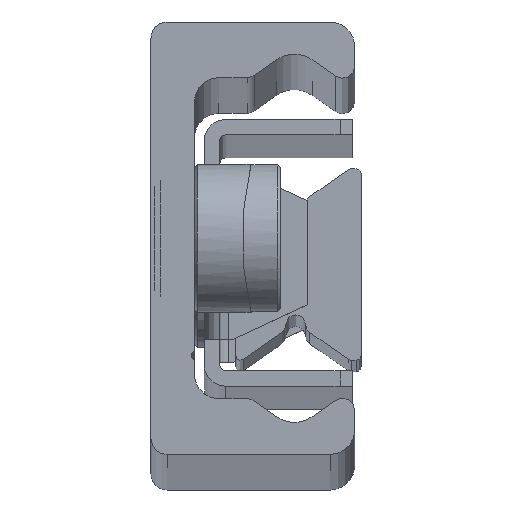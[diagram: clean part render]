
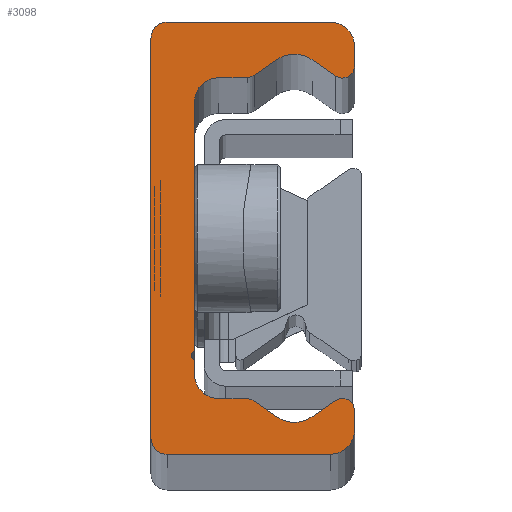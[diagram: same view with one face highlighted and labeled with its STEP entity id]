
A CAD part, top view. The second image highlights one B-rep face of the part: STEP entity #3098.
In plain terms, the highlighted planar face has unit normal (0, 0, 1).
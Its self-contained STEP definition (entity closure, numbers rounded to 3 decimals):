
#2100=CARTESIAN_POINT('',(0.0,16.2,1650.0));
#2101=VERTEX_POINT('',#2100);
#2102=CARTESIAN_POINT('',(1.3,17.5,1650.0));
#2103=VERTEX_POINT('',#2102);
#2104=CARTESIAN_POINT('',(1.3,16.2,1650.0));
#2105=DIRECTION('',(0.0,0.0,-1.0));
#2106=DIRECTION('',(0.0,-1.0,0.0));
#2107=AXIS2_PLACEMENT_3D('',#2104,#2105,#2106);
#2108=CIRCLE('',#2107,1.3);
#2109=EDGE_CURVE('',#2101,#2103,#2108,.T.);
#2142=CARTESIAN_POINT('',(14.5,17.5,1650.0));
#2143=VERTEX_POINT('',#2142);
#2144=CARTESIAN_POINT('',(1.3,17.5,1650.0));
#2145=DIRECTION('',(1.0,0.0,0.0));
#2146=VECTOR('',#2145,13.2);
#2147=LINE('',#2144,#2146);
#2148=EDGE_CURVE('',#2103,#2143,#2147,.T.);
#2173=CARTESIAN_POINT('',(16.5,15.5,1650.0));
#2174=VERTEX_POINT('',#2173);
#2175=CARTESIAN_POINT('',(14.5,15.5,1650.0));
#2176=DIRECTION('',(0.0,0.0,-1.0));
#2177=DIRECTION('',(-1.0,0.0,0.0));
#2178=AXIS2_PLACEMENT_3D('',#2175,#2176,#2177);
#2179=CIRCLE('',#2178,2.);
#2180=EDGE_CURVE('',#2143,#2174,#2179,.T.);
#2206=CARTESIAN_POINT('',(16.5,13.946,1650.0));
#2207=VERTEX_POINT('',#2206);
#2208=CARTESIAN_POINT('',(16.5,15.5,1650.0));
#2209=DIRECTION('',(0.0,-1.0,0.0));
#2210=VECTOR('',#2209,1.554);
#2211=LINE('',#2208,#2210);
#2212=EDGE_CURVE('',#2174,#2207,#2211,.T.);
#2237=CARTESIAN_POINT('',(14.926,13.127,1650.0));
#2238=VERTEX_POINT('',#2237);
#2239=CARTESIAN_POINT('',(15.5,13.946,1650.0));
#2240=DIRECTION('',(0.0,0.0,-1.0));
#2241=DIRECTION('',(0.574,0.819,0.0));
#2242=AXIS2_PLACEMENT_3D('',#2239,#2240,#2241);
#2243=CIRCLE('',#2242,1.0);
#2244=EDGE_CURVE('',#2207,#2238,#2243,.T.);
#2270=CARTESIAN_POINT('',(13.034,14.452,1650.0));
#2271=VERTEX_POINT('',#2270);
#2272=CARTESIAN_POINT('',(14.926,13.127,1650.0));
#2273=DIRECTION('',(-0.819,0.574,0.0));
#2274=VECTOR('',#2273,2.31);
#2275=LINE('',#2272,#2274);
#2276=EDGE_CURVE('',#2238,#2271,#2275,.T.);
#2301=CARTESIAN_POINT('',(10.166,14.452,1650.0));
#2302=VERTEX_POINT('',#2301);
#2303=CARTESIAN_POINT('',(11.6,12.404,1650.0));
#2304=DIRECTION('',(0.0,0.0,1.0));
#2305=DIRECTION('',(0.574,0.819,0.0));
#2306=AXIS2_PLACEMENT_3D('',#2303,#2304,#2305);
#2307=CIRCLE('',#2306,2.5);
#2308=EDGE_CURVE('',#2271,#2302,#2307,.T.);
#2334=CARTESIAN_POINT('',(8.351,13.181,1650.0));
#2335=VERTEX_POINT('',#2334);
#2336=CARTESIAN_POINT('',(10.166,14.452,1650.0));
#2337=DIRECTION('',(-0.819,-0.574,0.0));
#2338=VECTOR('',#2337,2.216);
#2339=LINE('',#2336,#2338);
#2340=EDGE_CURVE('',#2302,#2335,#2339,.T.);
#2365=CARTESIAN_POINT('',(7.777,13.,1650.0));
#2366=VERTEX_POINT('',#2365);
#2367=CARTESIAN_POINT('',(7.777,14.,1650.0));
#2368=DIRECTION('',(0.0,0.0,-1.0));
#2369=DIRECTION('',(0.0,1.0,0.0));
#2370=AXIS2_PLACEMENT_3D('',#2367,#2368,#2369);
#2371=CIRCLE('',#2370,1.);
#2372=EDGE_CURVE('',#2335,#2366,#2371,.T.);
#2398=CARTESIAN_POINT('',(5.5,13.,1650.0));
#2399=VERTEX_POINT('',#2398);
#2400=CARTESIAN_POINT('',(7.777,13.,1650.0));
#2401=DIRECTION('',(-1.0,0.0,0.0));
#2402=VECTOR('',#2401,2.277);
#2403=LINE('',#2400,#2402);
#2404=EDGE_CURVE('',#2366,#2399,#2403,.T.);
#2429=CARTESIAN_POINT('',(3.5,11.,1650.0));
#2430=VERTEX_POINT('',#2429);
#2431=CARTESIAN_POINT('',(5.5,11.,1650.0));
#2432=DIRECTION('',(0.0,0.0,1.0));
#2433=DIRECTION('',(0.0,1.0,0.0));
#2434=AXIS2_PLACEMENT_3D('',#2431,#2432,#2433);
#2435=CIRCLE('',#2434,2.0);
#2436=EDGE_CURVE('',#2399,#2430,#2435,.T.);
#2462=CARTESIAN_POINT('',(3.5,-9.067,1650.0));
#2463=VERTEX_POINT('',#2462);
#2464=CARTESIAN_POINT('',(3.5,11.,1650.0));
#2465=DIRECTION('',(0.0,-1.0,0.0));
#2466=VECTOR('',#2465,20.067);
#2467=LINE('',#2464,#2466);
#2468=EDGE_CURVE('',#2430,#2463,#2467,.T.);
#2562=CARTESIAN_POINT('',(3.5,-9.933,1650.0));
#2563=VERTEX_POINT('',#2562);
#2564=CARTESIAN_POINT('',(3.75,-9.5,1650.0));
#2565=DIRECTION('',(0.0,0.0,1.0));
#2566=DIRECTION('',(-0.5,0.866,0.0));
#2567=AXIS2_PLACEMENT_3D('',#2564,#2565,#2566);
#2568=CIRCLE('',#2567,0.5);
#2569=EDGE_CURVE('',#2463,#2563,#2568,.T.);
#2595=CARTESIAN_POINT('',(3.5,-11.,1650.0));
#2596=VERTEX_POINT('',#2595);
#2597=CARTESIAN_POINT('',(3.5,-9.933,1650.0));
#2598=DIRECTION('',(0.0,-1.0,0.0));
#2599=VECTOR('',#2598,1.067);
#2600=LINE('',#2597,#2599);
#2601=EDGE_CURVE('',#2563,#2596,#2600,.T.);
#2626=CARTESIAN_POINT('',(5.5,-13.,1650.0));
#2627=VERTEX_POINT('',#2626);
#2628=CARTESIAN_POINT('',(5.5,-11.,1650.0));
#2629=DIRECTION('',(0.0,0.0,1.0));
#2630=DIRECTION('',(-1.0,0.0,0.0));
#2631=AXIS2_PLACEMENT_3D('',#2628,#2629,#2630);
#2632=CIRCLE('',#2631,2.0);
#2633=EDGE_CURVE('',#2596,#2627,#2632,.T.);
#2659=CARTESIAN_POINT('',(7.777,-13.,1650.0));
#2660=VERTEX_POINT('',#2659);
#2661=CARTESIAN_POINT('',(5.5,-13.,1650.0));
#2662=DIRECTION('',(1.0,0.0,0.0));
#2663=VECTOR('',#2662,2.277);
#2664=LINE('',#2661,#2663);
#2665=EDGE_CURVE('',#2627,#2660,#2664,.T.);
#2690=CARTESIAN_POINT('',(8.351,-13.181,1650.0));
#2691=VERTEX_POINT('',#2690);
#2692=CARTESIAN_POINT('',(7.777,-14.0,1650.0));
#2693=DIRECTION('',(0.0,0.0,-1.0));
#2694=DIRECTION('',(-0.574,-0.819,0.0));
#2695=AXIS2_PLACEMENT_3D('',#2692,#2693,#2694);
#2696=CIRCLE('',#2695,1.);
#2697=EDGE_CURVE('',#2660,#2691,#2696,.T.);
#2723=CARTESIAN_POINT('',(10.166,-14.452,1650.0));
#2724=VERTEX_POINT('',#2723);
#2725=CARTESIAN_POINT('',(8.351,-13.181,1650.0));
#2726=DIRECTION('',(0.819,-0.574,0.0));
#2727=VECTOR('',#2726,2.216);
#2728=LINE('',#2725,#2727);
#2729=EDGE_CURVE('',#2691,#2724,#2728,.T.);
#2754=CARTESIAN_POINT('',(13.034,-14.452,1650.0));
#2755=VERTEX_POINT('',#2754);
#2756=CARTESIAN_POINT('',(11.6,-12.404,1650.0));
#2757=DIRECTION('',(0.0,0.0,1.));
#2758=DIRECTION('',(-0.574,-0.819,0.0));
#2759=AXIS2_PLACEMENT_3D('',#2756,#2757,#2758);
#2760=CIRCLE('',#2759,2.5);
#2761=EDGE_CURVE('',#2724,#2755,#2760,.T.);
#2787=CARTESIAN_POINT('',(14.926,-13.127,1650.0));
#2788=VERTEX_POINT('',#2787);
#2789=CARTESIAN_POINT('',(13.034,-14.452,1650.0));
#2790=DIRECTION('',(0.819,0.574,0.0));
#2791=VECTOR('',#2790,2.31);
#2792=LINE('',#2789,#2791);
#2793=EDGE_CURVE('',#2755,#2788,#2792,.T.);
#2818=CARTESIAN_POINT('',(16.5,-13.946,1650.0));
#2819=VERTEX_POINT('',#2818);
#2820=CARTESIAN_POINT('',(15.5,-13.946,1650.0));
#2821=DIRECTION('',(0.0,0.0,-1.0));
#2822=DIRECTION('',(-1.0,0.0,0.0));
#2823=AXIS2_PLACEMENT_3D('',#2820,#2821,#2822);
#2824=CIRCLE('',#2823,1.0);
#2825=EDGE_CURVE('',#2788,#2819,#2824,.T.);
#2851=CARTESIAN_POINT('',(16.5,-15.5,1650.0));
#2852=VERTEX_POINT('',#2851);
#2853=CARTESIAN_POINT('',(16.5,-13.946,1650.0));
#2854=DIRECTION('',(0.0,-1.0,0.0));
#2855=VECTOR('',#2854,1.554);
#2856=LINE('',#2853,#2855);
#2857=EDGE_CURVE('',#2819,#2852,#2856,.T.);
#2882=CARTESIAN_POINT('',(14.5,-17.5,1650.0));
#2883=VERTEX_POINT('',#2882);
#2884=CARTESIAN_POINT('',(14.5,-15.5,1650.0));
#2885=DIRECTION('',(0.0,0.0,-1.0));
#2886=DIRECTION('',(0.0,1.0,0.0));
#2887=AXIS2_PLACEMENT_3D('',#2884,#2885,#2886);
#2888=CIRCLE('',#2887,2.);
#2889=EDGE_CURVE('',#2852,#2883,#2888,.T.);
#2915=CARTESIAN_POINT('',(1.3,-17.5,1650.0));
#2916=VERTEX_POINT('',#2915);
#2917=CARTESIAN_POINT('',(14.5,-17.5,1650.0));
#2918=DIRECTION('',(-1.0,0.0,0.0));
#2919=VECTOR('',#2918,13.2);
#2920=LINE('',#2917,#2919);
#2921=EDGE_CURVE('',#2883,#2916,#2920,.T.);
#2946=CARTESIAN_POINT('',(0.0,-16.2,1650.0));
#2947=VERTEX_POINT('',#2946);
#2948=CARTESIAN_POINT('',(1.3,-16.2,1650.0));
#2949=DIRECTION('',(0.0,0.0,-1.0));
#2950=DIRECTION('',(1.0,0.0,0.0));
#2951=AXIS2_PLACEMENT_3D('',#2948,#2949,#2950);
#2952=CIRCLE('',#2951,1.3);
#2953=EDGE_CURVE('',#2916,#2947,#2952,.T.);
#2979=CARTESIAN_POINT('',(0.0,-16.2,1650.0));
#2980=DIRECTION('',(0.0,1.0,0.0));
#2981=VECTOR('',#2980,32.4);
#2982=LINE('',#2979,#2981);
#2983=EDGE_CURVE('',#2947,#2101,#2982,.T.);
#3065=CARTESIAN_POINT('',(5.957,-0.014,1650.0));
#3066=DIRECTION('',(0.0,0.0,1.0));
#3067=DIRECTION('',(1.0,0.0,0.0));
#3068=AXIS2_PLACEMENT_3D('',#3065,#3066,#3067);
#3069=PLANE('',#3068);
#3070=ORIENTED_EDGE('',*,*,#2109,.F.);
#3071=ORIENTED_EDGE('',*,*,#2983,.F.);
#3072=ORIENTED_EDGE('',*,*,#2953,.F.);
#3073=ORIENTED_EDGE('',*,*,#2921,.F.);
#3074=ORIENTED_EDGE('',*,*,#2889,.F.);
#3075=ORIENTED_EDGE('',*,*,#2857,.F.);
#3076=ORIENTED_EDGE('',*,*,#2825,.F.);
#3077=ORIENTED_EDGE('',*,*,#2793,.F.);
#3078=ORIENTED_EDGE('',*,*,#2761,.F.);
#3079=ORIENTED_EDGE('',*,*,#2729,.F.);
#3080=ORIENTED_EDGE('',*,*,#2697,.F.);
#3081=ORIENTED_EDGE('',*,*,#2665,.F.);
#3082=ORIENTED_EDGE('',*,*,#2633,.F.);
#3083=ORIENTED_EDGE('',*,*,#2601,.F.);
#3084=ORIENTED_EDGE('',*,*,#2569,.F.);
#3085=ORIENTED_EDGE('',*,*,#2468,.F.);
#3086=ORIENTED_EDGE('',*,*,#2436,.F.);
#3087=ORIENTED_EDGE('',*,*,#2404,.F.);
#3088=ORIENTED_EDGE('',*,*,#2372,.F.);
#3089=ORIENTED_EDGE('',*,*,#2340,.F.);
#3090=ORIENTED_EDGE('',*,*,#2308,.F.);
#3091=ORIENTED_EDGE('',*,*,#2276,.F.);
#3092=ORIENTED_EDGE('',*,*,#2244,.F.);
#3093=ORIENTED_EDGE('',*,*,#2212,.F.);
#3094=ORIENTED_EDGE('',*,*,#2180,.F.);
#3095=ORIENTED_EDGE('',*,*,#2148,.F.);
#3096=EDGE_LOOP('',(#3070,#3071,#3072,#3073,#3074,#3075,#3076,#3077,#3078,#3079,#3080,#3081,#3082,#3083,#3084,#3085,#3086,#3087,#3088,#3089,#3090,#3091,#3092,#3093,#3094,#3095));
#3097=FACE_OUTER_BOUND('',#3096,.T.);
#3098=ADVANCED_FACE('',(#3097),#3069,.T.);
